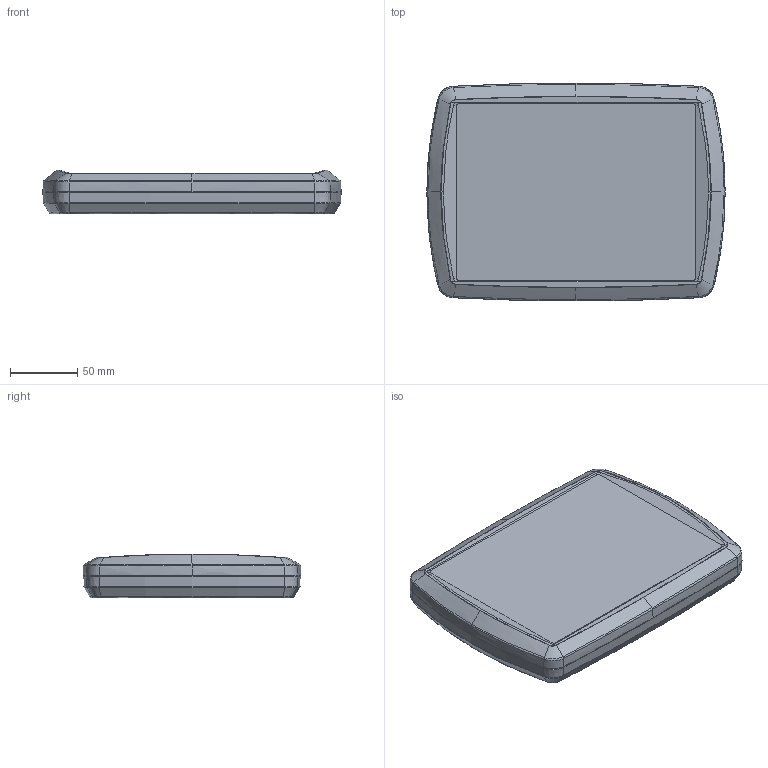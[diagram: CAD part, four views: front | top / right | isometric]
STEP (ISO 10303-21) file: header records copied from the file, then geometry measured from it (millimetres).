
FILE_DESCRIPTION (( 'STEP AP214' ), '1' );
FILE_NAME ('PL2970組合件.STEP', '2012-06-25T09:12:56', ( 'NEF User' ), ( 'NEF User' ), 'SwSTEP 2.0', 'SolidWorks 2012', '' );
FILE_SCHEMA (( 'AUTOMOTIVE_DESIGN' ));
Length unit declared in the file: millimetre
Products named in the file (3): PL2970-COVER; PL2970-BASE; PL2970組合件
Assembly tree (2 placements, depth 2):
  PL2970組合件
    PL2970-BASE
    PL2970-COVER
Bounding box: 221 x 161.5 x 32.5 mm (x, y, z)
Volume: 254225.4 mm3; surface area: 185362.2 mm2
Topology: 2 solids, 8 shells, 822 faces, 2086 edges, 1326 vertices
Faces by surface type: cylinder 325, plane 210, cone 167, bspline 120
Entity records: 32648 total; most frequent: CARTESIAN_POINT 13227, ORIENTED_EDGE 4172, DIRECTION 3915, EDGE_CURVE 2086, AXIS2_PLACEMENT_3D 1532, VERTEX_POINT 1326, EDGE_LOOP 888, VECTOR 851
